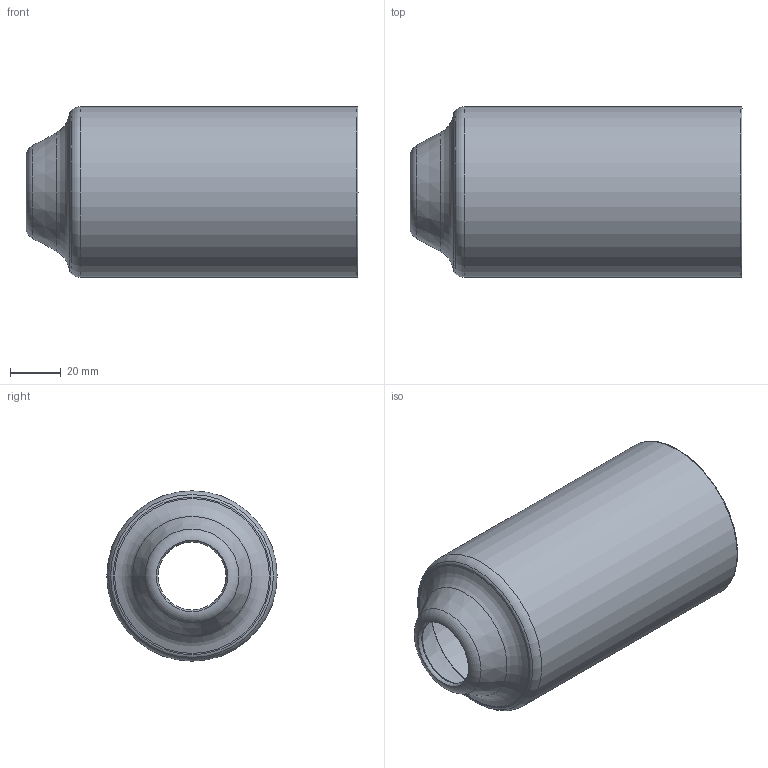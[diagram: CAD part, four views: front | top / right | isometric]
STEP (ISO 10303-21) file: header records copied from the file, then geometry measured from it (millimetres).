
FILE_DESCRIPTION(/* description */ ('Schutzkappe für ADE 506110'),/* implementation_level */ '2;1');
FILE_NAME(/* name */ '00506110-RST.stp',/* time_stamp */ '2016-09-13T13:59:40+02:00',/* author */ ('SL'),/* organization */ (''),/* preprocessor_version */ 'ST-DEVELOPER v15.2',/* originating_system */ 'Autodesk Inventor 2014',/* authorisation */ '');
FILE_SCHEMA (('AUTOMOTIVE_DESIGN { 1 0 10303 214 3 1 1 }'));
Length unit declared in the file: millimetre
Products named in the file (1): Schutzkappe-01-BT-0002-00506110
Bounding box: 130.6 x 67 x 67 mm (x, y, z)
Volume: 48632.4 mm3; surface area: 54102.1 mm2
Topology: 1 solids, 1 shells, 17 faces, 33 edges, 18 vertices
Faces by surface type: torus 8, cone 4, cylinder 3, plane 2
Full cylindrical faces by diameter (mm): 26.75 x1, 63.4 x1, 67 x1
Entity records: 372 total; most frequent: DIRECTION 70, CARTESIAN_POINT 52, AXIS2_PLACEMENT_3D 35, EDGE_LOOP 34, ORIENTED_EDGE 34, FACE_BOUND 19, CIRCLE 17, VERTEX_POINT 17
